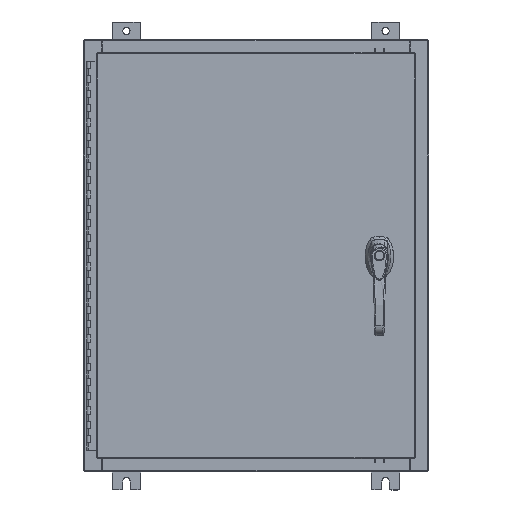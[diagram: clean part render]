
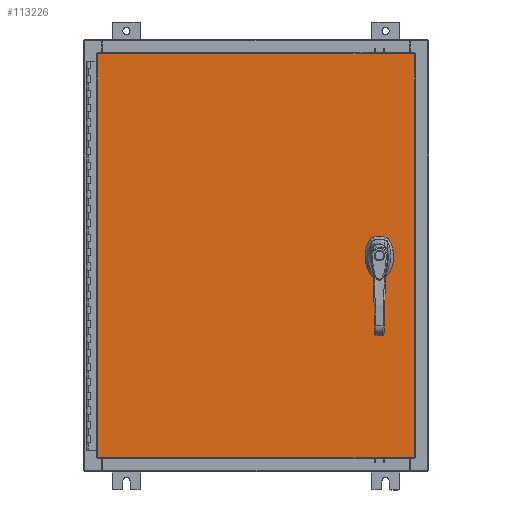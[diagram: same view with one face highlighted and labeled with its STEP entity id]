
A CAD part, top view. The second image highlights one B-rep face of the part: STEP entity #113226.
In plain terms, the highlighted planar face has unit normal (0, 0, 1).
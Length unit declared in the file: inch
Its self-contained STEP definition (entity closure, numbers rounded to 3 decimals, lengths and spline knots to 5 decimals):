
#552 = CARTESIAN_POINT ( 'NONE',  ( 8.175, 0., 0. ) ) ;
#681 = CARTESIAN_POINT ( 'NONE',  ( 8.77823, -0.403, 0. ) ) ;
#3718 = EDGE_LOOP ( 'NONE', ( #83803, #65424, #11867, #68314 ) ) ;
#3918 = VERTEX_POINT ( 'NONE', #81600 ) ;
#4423 = DIRECTION ( 'NONE',  ( -1., 0., 0. ) ) ;
#6012 = CIRCLE ( 'NONE', #84306, 0.1715 ) ;
#6052 = ORIENTED_EDGE ( 'NONE', *, *, #37590, .F. ) ;
#6076 = EDGE_CURVE ( 'NONE', #28359, #83015, #107732, .T. ) ;
#6632 = EDGE_CURVE ( 'NONE', #3918, #25065, #6012, .T. ) ;
#7347 = DIRECTION ( 'NONE',  ( 0., 0., 1. ) ) ;
#8668 = CIRCLE ( 'NONE', #35659, 0.45 ) ;
#9457 = CARTESIAN_POINT ( 'NONE',  ( -10.9903, 14.0063, 0. ) ) ;
#9468 = DIRECTION ( 'NONE',  ( 0., 0., 1. ) ) ;
#9781 = VECTOR ( 'NONE', #37372, 39.37008 ) ;
#10067 = CARTESIAN_POINT ( 'NONE',  ( -10.9903, 14.0063, 0. ) ) ;
#10175 = AXIS2_PLACEMENT_3D ( 'NONE', #64315, #9468, #73525 ) ;
#10211 = CARTESIAN_POINT ( 'NONE',  ( 8.981, -0.20023, 0. ) ) ;
#10273 = VECTOR ( 'NONE', #17662, 39.37008 ) ;
#10415 = ORIENTED_EDGE ( 'NONE', *, *, #58830, .F. ) ;
#10956 = CARTESIAN_POINT ( 'NONE',  ( 10.9903, -14.0063, 0. ) ) ;
#11867 = ORIENTED_EDGE ( 'NONE', *, *, #6076, .T. ) ;
#16851 = EDGE_CURVE ( 'NONE', #53922, #82404, #80452, .T. ) ;
#17662 = DIRECTION ( 'NONE',  ( 0., -1., 0. ) ) ;
#18204 = VECTOR ( 'NONE', #74012, 39.37008 ) ;
#19116 = CARTESIAN_POINT ( 'NONE',  ( -10.9903, -14.0063, 0. ) ) ;
#20213 = CIRCLE ( 'NONE', #107423, 0.45 ) ;
#25065 = VERTEX_POINT ( 'NONE', #87733 ) ;
#25366 = EDGE_LOOP ( 'NONE', ( #57072, #53209, #6052, #99730, #84973, #81536, #68091, #10415 ) ) ;
#28359 = VERTEX_POINT ( 'NONE', #47583 ) ;
#29485 = EDGE_CURVE ( 'NONE', #47803, #82404, #44343, .T. ) ;
#30784 = DIRECTION ( 'NONE',  ( -1., 0., 0. ) ) ;
#30899 = EDGE_CURVE ( 'NONE', #65604, #81513, #34101, .T. ) ;
#30973 = VERTEX_POINT ( 'NONE', #38145 ) ;
#32534 = EDGE_CURVE ( 'NONE', #83015, #41178, #108363, .T. ) ;
#32985 = CARTESIAN_POINT ( 'NONE',  ( 8.578, 0., 0. ) ) ;
#34101 = LINE ( 'NONE', #552, #9781 ) ;
#35355 = VECTOR ( 'NONE', #73516, 39.37008 ) ;
#35659 = AXIS2_PLACEMENT_3D ( 'NONE', #32985, #97066, #42217 ) ;
#37104 = EDGE_CURVE ( 'NONE', #109594, #47286, #55060, .T. ) ;
#37372 = DIRECTION ( 'NONE',  ( 0., -1., 0. ) ) ;
#37590 = EDGE_CURVE ( 'NONE', #37837, #47803, #102194, .T. ) ;
#37837 = VERTEX_POINT ( 'NONE', #74236 ) ;
#38145 = CARTESIAN_POINT ( 'NONE',  ( 10.9903, -14.0063, 0. ) ) ;
#39296 = DIRECTION ( 'NONE',  ( 0., 0., 1. ) ) ;
#41178 = VERTEX_POINT ( 'NONE', #102740 ) ;
#42217 = DIRECTION ( 'NONE',  ( 1., 0., 0. ) ) ;
#42256 = DIRECTION ( 'NONE',  ( 0., 0., 1. ) ) ;
#44343 = CIRCLE ( 'NONE', #61997, 0.45 ) ;
#45370 = CARTESIAN_POINT ( 'NONE',  ( 8.175, -0.20023, 0. ) ) ;
#46951 = CARTESIAN_POINT ( 'NONE',  ( 8.578, 0., 0. ) ) ;
#47286 = VERTEX_POINT ( 'NONE', #64250 ) ;
#47583 = CARTESIAN_POINT ( 'NONE',  ( 10.9903, 14.0063, 0. ) ) ;
#47803 = VERTEX_POINT ( 'NONE', #681 ) ;
#51325 = CARTESIAN_POINT ( 'NONE',  ( 8.981, 0.20023, 0. ) ) ;
#53209 = ORIENTED_EDGE ( 'NONE', *, *, #29485, .F. ) ;
#53922 = VERTEX_POINT ( 'NONE', #51325 ) ;
#55060 = LINE ( 'NONE', #105612, #103677 ) ;
#55211 = AXIS2_PLACEMENT_3D ( 'NONE', #104853, #113638, #4423 ) ;
#56159 = DIRECTION ( 'NONE',  ( 1., 0., 0. ) ) ;
#57072 = ORIENTED_EDGE ( 'NONE', *, *, #16851, .T. ) ;
#57391 = DIRECTION ( 'NONE',  ( 0., 1., 0. ) ) ;
#58830 = EDGE_CURVE ( 'NONE', #53922, #109594, #8668, .T. ) ;
#58954 = VECTOR ( 'NONE', #57391, 39.37008 ) ;
#59060 = VECTOR ( 'NONE', #89626, 39.37008 ) ;
#59099 = ORIENTED_EDGE ( 'NONE', *, *, #6632, .F. ) ;
#59242 = PLANE ( 'NONE',  #55211 ) ;
#59792 = FACE_OUTER_BOUND ( 'NONE', #3718, .T. ) ;
#61997 = AXIS2_PLACEMENT_3D ( 'NONE', #94163, #39296, #103307 ) ;
#62166 = CARTESIAN_POINT ( 'NONE',  ( 8.578, 0., 0. ) ) ;
#64250 = CARTESIAN_POINT ( 'NONE',  ( 8.37777, 0.403, 0. ) ) ;
#64315 = CARTESIAN_POINT ( 'NONE',  ( 8.578, -1.338, 0. ) ) ;
#65424 = ORIENTED_EDGE ( 'NONE', *, *, #100059, .T. ) ;
#65604 = VERTEX_POINT ( 'NONE', #109018 ) ;
#68091 = ORIENTED_EDGE ( 'NONE', *, *, #37104, .F. ) ;
#68251 = ORIENTED_EDGE ( 'NONE', *, *, #80985, .F. ) ;
#68314 = ORIENTED_EDGE ( 'NONE', *, *, #32534, .T. ) ;
#71227 = CARTESIAN_POINT ( 'NONE',  ( 10.9903, 14.0063, 0. ) ) ;
#71393 = DIRECTION ( 'NONE',  ( 1., 0., 0. ) ) ;
#73516 = DIRECTION ( 'NONE',  ( 0., -1., 0. ) ) ;
#73525 = DIRECTION ( 'NONE',  ( 1., 0., 0. ) ) ;
#74012 = DIRECTION ( 'NONE',  ( 1., 0., 0. ) ) ;
#74236 = CARTESIAN_POINT ( 'NONE',  ( 8.37777, -0.403, 0. ) ) ;
#77861 = VECTOR ( 'NONE', #79055, 39.37008 ) ;
#79055 = DIRECTION ( 'NONE',  ( 1., 0., 0. ) ) ;
#79976 = CARTESIAN_POINT ( 'NONE',  ( 8.77823, 0.403, 0. ) ) ;
#80452 = LINE ( 'NONE', #118130, #10273 ) ;
#80985 = EDGE_CURVE ( 'NONE', #25065, #3918, #109324, .T. ) ;
#81513 = VERTEX_POINT ( 'NONE', #45370 ) ;
#81536 = ORIENTED_EDGE ( 'NONE', *, *, #100402, .F. ) ;
#81600 = CARTESIAN_POINT ( 'NONE',  ( 8.4065, -1.338, 0. ) ) ;
#82404 = VERTEX_POINT ( 'NONE', #10211 ) ;
#83015 = VERTEX_POINT ( 'NONE', #10067 ) ;
#83803 = ORIENTED_EDGE ( 'NONE', *, *, #113547, .T. ) ;
#84306 = AXIS2_PLACEMENT_3D ( 'NONE', #97111, #42256, #106275 ) ;
#84973 = ORIENTED_EDGE ( 'NONE', *, *, #30899, .F. ) ;
#86192 = LINE ( 'NONE', #10956, #58954 ) ;
#87031 = FACE_BOUND ( 'NONE', #25366, .T. ) ;
#87733 = CARTESIAN_POINT ( 'NONE',  ( 8.7495, -1.338, 0. ) ) ;
#89626 = DIRECTION ( 'NONE',  ( -1., 0., 0. ) ) ;
#94163 = CARTESIAN_POINT ( 'NONE',  ( 8.578, 0., 0. ) ) ;
#97066 = DIRECTION ( 'NONE',  ( 0., 0., 1. ) ) ;
#97111 = CARTESIAN_POINT ( 'NONE',  ( 8.578, -1.338, 0. ) ) ;
#97146 = CIRCLE ( 'NONE', #114890, 0.45 ) ;
#99730 = ORIENTED_EDGE ( 'NONE', *, *, #112616, .F. ) ;
#100059 = EDGE_CURVE ( 'NONE', #30973, #28359, #86192, .T. ) ;
#100402 = EDGE_CURVE ( 'NONE', #47286, #65604, #20213, .T. ) ;
#102194 = LINE ( 'NONE', #115426, #77861 ) ;
#102740 = CARTESIAN_POINT ( 'NONE',  ( -10.9903, -14.0063, 0. ) ) ;
#103307 = DIRECTION ( 'NONE',  ( 1., 0., 0. ) ) ;
#103677 = VECTOR ( 'NONE', #30784, 39.37008 ) ;
#104853 = CARTESIAN_POINT ( 'NONE',  ( 0., 0., 0. ) ) ;
#105612 = CARTESIAN_POINT ( 'NONE',  ( 0., 0.403, 0. ) ) ;
#106275 = DIRECTION ( 'NONE',  ( 1., 0., 0. ) ) ;
#107423 = AXIS2_PLACEMENT_3D ( 'NONE', #46951, #110942, #56159 ) ;
#107732 = LINE ( 'NONE', #71227, #59060 ) ;
#108196 = EDGE_LOOP ( 'NONE', ( #68251, #59099 ) ) ;
#108363 = LINE ( 'NONE', #9457, #35355 ) ;
#109018 = CARTESIAN_POINT ( 'NONE',  ( 8.175, 0.20023, 0. ) ) ;
#109324 = CIRCLE ( 'NONE', #10175, 0.1715 ) ;
#109594 = VERTEX_POINT ( 'NONE', #79976 ) ;
#110942 = DIRECTION ( 'NONE',  ( 0., 0., 1. ) ) ;
#112616 = EDGE_CURVE ( 'NONE', #81513, #37837, #97146, .T. ) ;
#113226 = ADVANCED_FACE ( 'NONE', ( #114175, #59792, #87031 ), #59242, .F. ) ;
#113547 = EDGE_CURVE ( 'NONE', #41178, #30973, #115552, .T. ) ;
#113638 = DIRECTION ( 'NONE',  ( 0., 0., -1. ) ) ;
#114175 = FACE_BOUND ( 'NONE', #108196, .T. ) ;
#114890 = AXIS2_PLACEMENT_3D ( 'NONE', #62166, #7347, #71393 ) ;
#115426 = CARTESIAN_POINT ( 'NONE',  ( 0., -0.403, 0. ) ) ;
#115552 = LINE ( 'NONE', #19116, #18204 ) ;
#118130 = CARTESIAN_POINT ( 'NONE',  ( 8.981, 0., 0. ) ) ;
